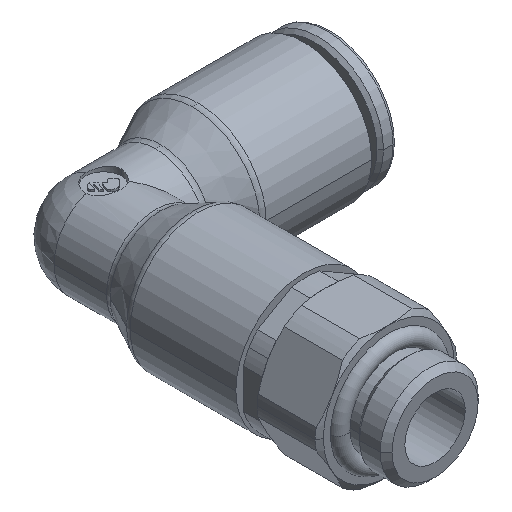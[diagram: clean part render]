
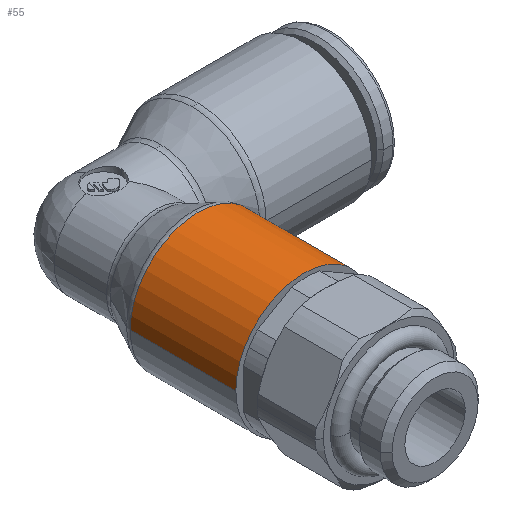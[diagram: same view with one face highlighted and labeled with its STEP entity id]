
A CAD part, isometric view. The second image highlights one B-rep face of the part: STEP entity #55.
In plain terms, the highlighted cylindrical face has radius 6.75 mm (diameter 13.5 mm), a partial arc.
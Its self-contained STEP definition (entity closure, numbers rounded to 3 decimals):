
#55=ADVANCED_FACE('',(#196),#197,.T.);
#196=FACE_OUTER_BOUND('',#469,.T.);
#197=CYLINDRICAL_SURFACE('',#470,6.75);
#469=EDGE_LOOP('',(#800,#801,#802,#803,#804));
#470=AXIS2_PLACEMENT_3D('',#805,#806,#807);
#800=ORIENTED_EDGE('',*,*,#1798,.F.);
#801=ORIENTED_EDGE('',*,*,#1799,.T.);
#802=ORIENTED_EDGE('',*,*,#1800,.T.);
#803=ORIENTED_EDGE('',*,*,#1801,.F.);
#804=ORIENTED_EDGE('',*,*,#1802,.F.);
#805=CARTESIAN_POINT('',(0.,13.7,0.0));
#806=DIRECTION('',(0.,-1.0,0.0));
#807=DIRECTION('',(1.0,0.,0.0));
#1798=EDGE_CURVE('',#2154,#2155,#2156,.T.);
#1799=EDGE_CURVE('',#2154,#2157,#2158,.T.);
#1800=EDGE_CURVE('',#2157,#2159,#2160,.T.);
#1801=EDGE_CURVE('',#2161,#2159,#2162,.T.);
#1802=EDGE_CURVE('',#2155,#2161,#2163,.T.);
#2154=VERTEX_POINT('',#2760);
#2155=VERTEX_POINT('',#2761);
#2156=LINE('',#2762,#2763);
#2157=VERTEX_POINT('',#2764);
#2158=CIRCLE('',#2765,6.75);
#2159=VERTEX_POINT('',#2766);
#2160=CIRCLE('',#2767,6.75);
#2161=VERTEX_POINT('',#2768);
#2162=LINE('',#2769,#2770);
#2163=CIRCLE('',#2771,6.75);
#2760=CARTESIAN_POINT('',(6.75,18.95,0.0));
#2761=CARTESIAN_POINT('',(6.75,8.45,0.0));
#2762=CARTESIAN_POINT('',(6.75,13.7,0.));
#2763=VECTOR('',#3750,1.0);
#2764=CARTESIAN_POINT('',(0.,18.95,6.75));
#2765=AXIS2_PLACEMENT_3D('',#3751,#3752,#3753);
#2766=CARTESIAN_POINT('',(-6.75,18.95,0.));
#2767=AXIS2_PLACEMENT_3D('',#3754,#3755,#3756);
#2768=CARTESIAN_POINT('',(-6.75,8.45,0.));
#2769=CARTESIAN_POINT('',(-6.75,13.7,0.));
#2770=VECTOR('',#3757,1.0);
#2771=AXIS2_PLACEMENT_3D('',#3758,#3759,#3760);
#3750=DIRECTION('',(0.,-1.0,0.0));
#3751=CARTESIAN_POINT('',(0.,18.95,0.0));
#3752=DIRECTION('',(0.,-1.0,0.0));
#3753=DIRECTION('',(1.0,0.,0.0));
#3754=CARTESIAN_POINT('',(0.,18.95,0.0));
#3755=DIRECTION('',(0.,-1.0,0.0));
#3756=DIRECTION('',(1.0,0.,0.0));
#3757=DIRECTION('',(0.,1.0,-0.0));
#3758=CARTESIAN_POINT('',(0.,8.45,0.0));
#3759=DIRECTION('',(0.,-1.0,0.0));
#3760=DIRECTION('',(1.0,0.,0.0));
